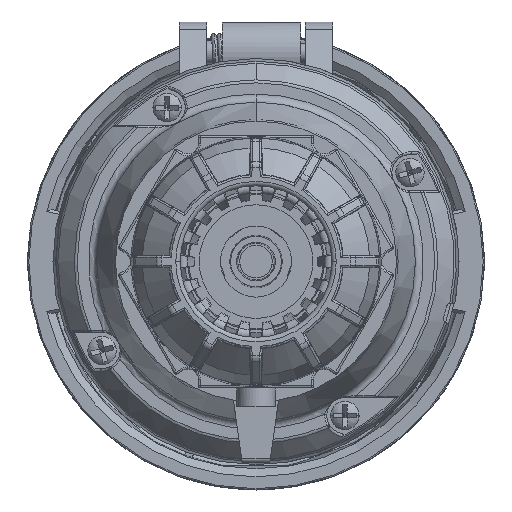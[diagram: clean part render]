
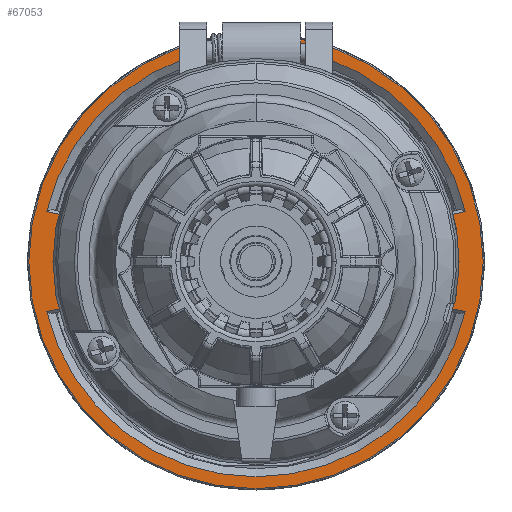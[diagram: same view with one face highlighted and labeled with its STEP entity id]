
A CAD part, front view. The second image highlights one B-rep face of the part: STEP entity #67053.
In plain terms, the highlighted planar face has unit normal (0, -1, 0).
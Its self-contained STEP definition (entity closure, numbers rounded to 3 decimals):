
#61585=CARTESIAN_POINT('',(0.,-11.2,-0.002));
#61586=DIRECTION('',(0.,1.,0.));
#61587=DIRECTION('',(-1.,0.,0.));
#61588=AXIS2_PLACEMENT_3D('',#61585,#61586,#61587);
#61590=CARTESIAN_POINT('',(0.,-11.2,-0.002));
#61591=DIRECTION('',(0.,1.,0.));
#61592=DIRECTION('',(1.,0.,0.));
#61593=AXIS2_PLACEMENT_3D('',#61590,#61591,#61592);
#61595=CARTESIAN_POINT('',(0.,-11.2,-0.002));
#61596=DIRECTION('',(0.,-1.,0.));
#61597=DIRECTION('',(0.971,0.,-0.237));
#61598=AXIS2_PLACEMENT_3D('',#61595,#61596,#61597);
#61600=DIRECTION('',(0.978,0.,0.208));
#61601=VECTOR('',#61600,8.153);
#61602=CARTESIAN_POINT('',(43.571,-11.2,
10.631));
#61603=LINE('',#61602,#61601);
#61604=CARTESIAN_POINT('',(0.,-11.2,-0.002));
#61605=DIRECTION('',(0.,-1.,0.));
#61606=DIRECTION('',(0.973,0.,0.233));
#61607=AXIS2_PLACEMENT_3D('',#61604,#61605,#61606);
#61609=DIRECTION('',(0.978,0.,-0.208));
#61610=VECTOR('',#61609,8.153);
#61611=CARTESIAN_POINT('',(-51.546,-11.2,12.326));
#61612=LINE('',#61611,#61610);
#61613=CARTESIAN_POINT('',(0.,-11.2,-0.002));
#61614=DIRECTION('',(0.,-1.,0.));
#61615=DIRECTION('',(-0.971,0.,0.237));
#61616=AXIS2_PLACEMENT_3D('',#61613,#61614,#61615);
#61618=DIRECTION('',(-0.978,0.,-0.208));
#61619=VECTOR('',#61618,8.153);
#61620=CARTESIAN_POINT('',(-43.571,-11.2,
-10.635));
#61621=LINE('',#61620,#61619);
#61622=CARTESIAN_POINT('',(0.,-11.2,-0.002));
#61623=DIRECTION('',(0.,-1.,0.));
#61624=DIRECTION('',(-0.973,0.,-0.233));
#61625=AXIS2_PLACEMENT_3D('',#61622,#61623,#61624);
#61627=DIRECTION('',(-0.978,0.,0.208));
#61628=VECTOR('',#61627,8.153);
#61629=CARTESIAN_POINT('',(51.546,-11.2,-12.33));
#61630=LINE('',#61629,#61628);
#64691=CARTESIAN_POINT('',(43.571,-11.2,
10.631));
#64702=CARTESIAN_POINT('',(51.546,-11.2,12.326));
#64993=CARTESIAN_POINT('',(-43.571,-11.2,
-10.635));
#65833=VERTEX_POINT('',#64993);
#65834=CARTESIAN_POINT('',(-43.571,-11.2,10.631));
#65835=VERTEX_POINT('',#65834);
#65933=VERTEX_POINT('',#64691);
#65934=CARTESIAN_POINT('',(43.571,-11.2,-10.635));
#65935=VERTEX_POINT('',#65934);
#65937=VERTEX_POINT('',#64702);
#65938=CARTESIAN_POINT('',(-51.546,-11.2,12.326));
#65939=VERTEX_POINT('',#65938);
#65941=CARTESIAN_POINT('',(-55.95,-11.2,-0.002));
#65942=CARTESIAN_POINT('',(55.95,-11.2,-0.002));
#65943=VERTEX_POINT('',#65941);
#65944=VERTEX_POINT('',#65942);
#65945=CARTESIAN_POINT('',(-51.546,-11.2,-12.33));
#65946=VERTEX_POINT('',#65945);
#65947=CARTESIAN_POINT('',(51.546,-11.2,-12.33));
#65948=VERTEX_POINT('',#65947);
#67026=CARTESIAN_POINT('',(0.,-11.2,-0.002));
#67027=DIRECTION('',(0.,-1.,0.));
#67028=DIRECTION('',(-1.,0.,0.));
#67029=AXIS2_PLACEMENT_3D('',#67026,#67027,#67028);
#67030=PLANE('',#67029);
#67032=ORIENTED_EDGE('',*,*,#67031,.T.);
#67034=ORIENTED_EDGE('',*,*,#67033,.T.);
#67035=EDGE_LOOP('',(#67032,#67034));
#67036=FACE_OUTER_BOUND('',#67035,.F.);
#67037=ORIENTED_EDGE('',*,*,#66926,.T.);
#67039=ORIENTED_EDGE('',*,*,#67038,.T.);
#67041=ORIENTED_EDGE('',*,*,#67040,.T.);
#67043=ORIENTED_EDGE('',*,*,#67042,.T.);
#67045=ORIENTED_EDGE('',*,*,#67044,.T.);
#67047=ORIENTED_EDGE('',*,*,#67046,.T.);
#67049=ORIENTED_EDGE('',*,*,#67048,.T.);
#67050=ORIENTED_EDGE('',*,*,#67018,.T.);
#67051=EDGE_LOOP('',(#67037,#67039,#67041,#67043,#67045,#67047,#67049,#67050));
#67052=FACE_BOUND('',#67051,.F.);
#61589=CIRCLE('',#61588,55.95);
#61594=CIRCLE('',#61593,55.95);
#61599=CIRCLE('',#61598,44.85);
#61608=CIRCLE('',#61607,53.);
#61617=CIRCLE('',#61616,44.85);
#61626=CIRCLE('',#61625,53.);
#66926=EDGE_CURVE('',#65935,#65933,#61599,.T.);
#67018=EDGE_CURVE('',#65948,#65935,#61630,.T.);
#67031=EDGE_CURVE('',#65943,#65944,#61589,.T.);
#67033=EDGE_CURVE('',#65944,#65943,#61594,.T.);
#67038=EDGE_CURVE('',#65933,#65937,#61603,.T.);
#67040=EDGE_CURVE('',#65937,#65939,#61608,.T.);
#67042=EDGE_CURVE('',#65939,#65835,#61612,.T.);
#67044=EDGE_CURVE('',#65835,#65833,#61617,.T.);
#67046=EDGE_CURVE('',#65833,#65946,#61621,.T.);
#67048=EDGE_CURVE('',#65946,#65948,#61626,.T.);
#67053=ADVANCED_FACE('',(#67036,#67052),#67030,.T.);
